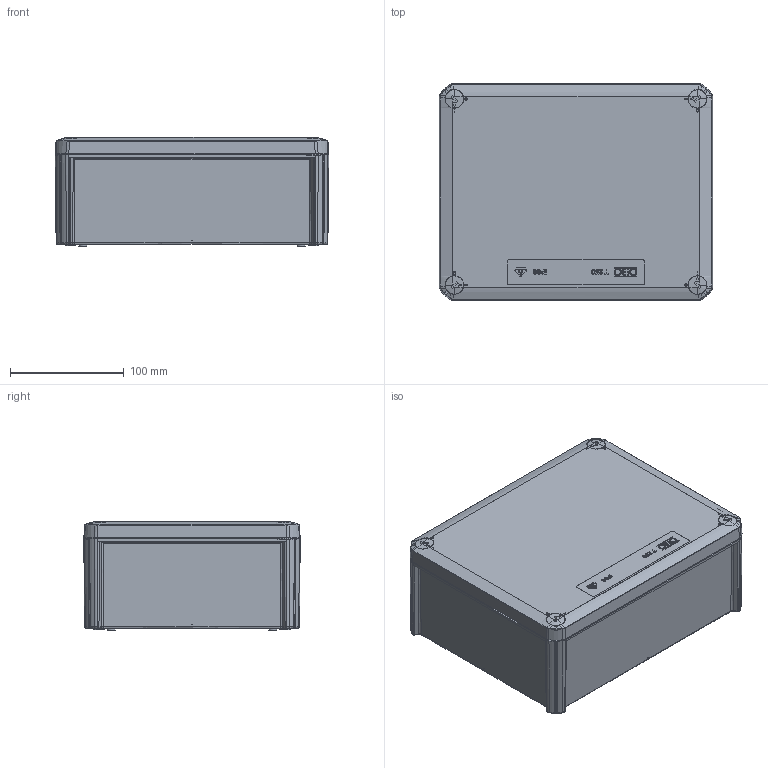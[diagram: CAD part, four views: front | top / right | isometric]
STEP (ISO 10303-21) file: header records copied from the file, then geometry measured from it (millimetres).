
FILE_DESCRIPTION(/* description */ (''),/* implementation_level */ '2;1');
FILE_NAME(/* name */ '2007287',/* time_stamp */ '2015-02-24T14:56:56+01:00',/* author */ (''),/* organization */ (''),/* preprocessor_version */ 'ST-DEVELOPER v15',/* originating_system */ '',/* authorisation */ '');
FILE_SCHEMA (('CONFIG_CONTROL_DESIGN'));
Products named in the file (1): Document
Bounding box: 240 x 190 x 96.51 mm (x, y, z)
Volume: 1804 mm3; surface area: 353145.8 mm2
Topology: 4 solids, 7 shells, 2132 faces, 5813 edges, 3725 vertices
Faces by surface type: bspline 1179, plane 953
Entity records: 146628 total; most frequent: CARTESIAN_POINT 112007, ORIENTED_EDGE 11610, EDGE_CURVE 5842, B_SPLINE_CURVE_WITH_KNOTS 3798, VERTEX_POINT 3725, EDGE_LOOP 2202, ADVANCED_FACE 2131, FACE_OUTER_BOUND 2131
